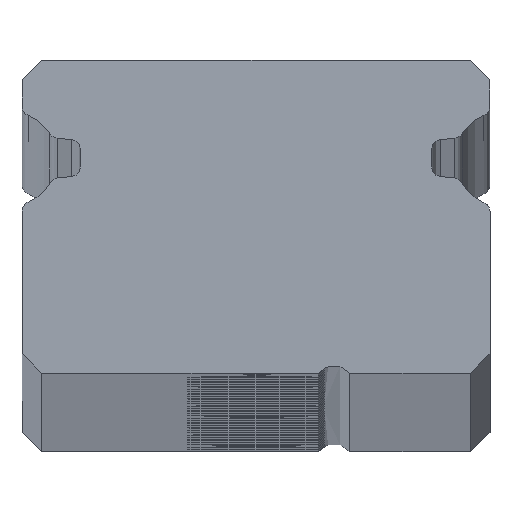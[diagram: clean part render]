
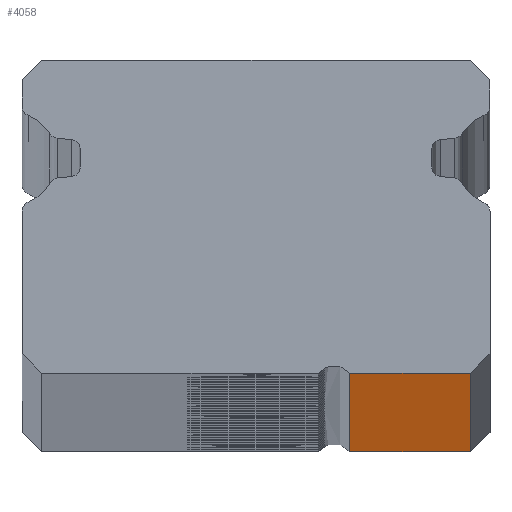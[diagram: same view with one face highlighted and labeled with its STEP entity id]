
A CAD part, top view. The second image highlights one B-rep face of the part: STEP entity #4058.
In plain terms, the highlighted planar face has unit normal (0, -1, 0).
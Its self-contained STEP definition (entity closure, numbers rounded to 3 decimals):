
#34 = CARTESIAN_POINT ( 'NONE',  ( 2.393, -5.5, 575. ) ) ;
#52 = PLANE ( 'NONE',  #4596 ) ;
#533 = EDGE_CURVE ( 'NONE', #5155, #1755, #1017, .T. ) ;
#535 = ORIENTED_EDGE ( 'NONE', *, *, #9037, .F. ) ;
#669 = EDGE_CURVE ( 'NONE', #5155, #6692, #6982, .T. ) ;
#783 = ORIENTED_EDGE ( 'NONE', *, *, #533, .F. ) ;
#983 = VERTEX_POINT ( 'NONE', #7441 ) ;
#1017 = LINE ( 'NONE', #4525, #8828 ) ;
#1319 = VECTOR ( 'NONE', #5420, 1000. ) ;
#1755 = VERTEX_POINT ( 'NONE', #4257 ) ;
#2363 = LINE ( 'NONE', #3762, #1319 ) ;
#2718 = ORIENTED_EDGE ( 'NONE', *, *, #669, .T. ) ;
#3084 = DIRECTION ( 'NONE',  ( 0., 0., 1. ) ) ;
#3762 = CARTESIAN_POINT ( 'NONE',  ( 5.484, -5.5, 575. ) ) ;
#4058 = ADVANCED_FACE ( 'NONE', ( #6649 ), #52, .F. ) ;
#4257 = CARTESIAN_POINT ( 'NONE',  ( 5.484, -5.5, 575. ) ) ;
#4260 = DIRECTION ( 'NONE',  ( 1., 0., 0. ) ) ;
#4525 = CARTESIAN_POINT ( 'NONE',  ( 2.393, -5.5, 575. ) ) ;
#4596 = AXIS2_PLACEMENT_3D ( 'NONE', #5350, #6134, #3084 ) ;
#5060 = CARTESIAN_POINT ( 'NONE',  ( 2.393, -5.5, -575. ) ) ;
#5155 = VERTEX_POINT ( 'NONE', #34 ) ;
#5350 = CARTESIAN_POINT ( 'NONE',  ( 2.393, -5.5, 575. ) ) ;
#5353 = LINE ( 'NONE', #5060, #9134 ) ;
#5420 = DIRECTION ( 'NONE',  ( 0., 0., -1. ) ) ;
#6062 = DIRECTION ( 'NONE',  ( 1., 0., 0. ) ) ;
#6123 = CARTESIAN_POINT ( 'NONE',  ( 2.393, -5.5, -575. ) ) ;
#6134 = DIRECTION ( 'NONE',  ( 0., 1., 0. ) ) ;
#6350 = ORIENTED_EDGE ( 'NONE', *, *, #9270, .T. ) ;
#6649 = FACE_OUTER_BOUND ( 'NONE', #8628, .T. ) ;
#6692 = VERTEX_POINT ( 'NONE', #6123 ) ;
#6982 = LINE ( 'NONE', #9363, #8278 ) ;
#7441 = CARTESIAN_POINT ( 'NONE',  ( 5.484, -5.5, -575. ) ) ;
#8278 = VECTOR ( 'NONE', #8642, 1000. ) ;
#8628 = EDGE_LOOP ( 'NONE', ( #6350, #535, #783, #2718 ) ) ;
#8642 = DIRECTION ( 'NONE',  ( 0., 0., -1. ) ) ;
#8828 = VECTOR ( 'NONE', #6062, 1000. ) ;
#9037 = EDGE_CURVE ( 'NONE', #1755, #983, #2363, .T. ) ;
#9134 = VECTOR ( 'NONE', #4260, 1000. ) ;
#9270 = EDGE_CURVE ( 'NONE', #6692, #983, #5353, .T. ) ;
#9363 = CARTESIAN_POINT ( 'NONE',  ( 2.393, -5.5, 575. ) ) ;
